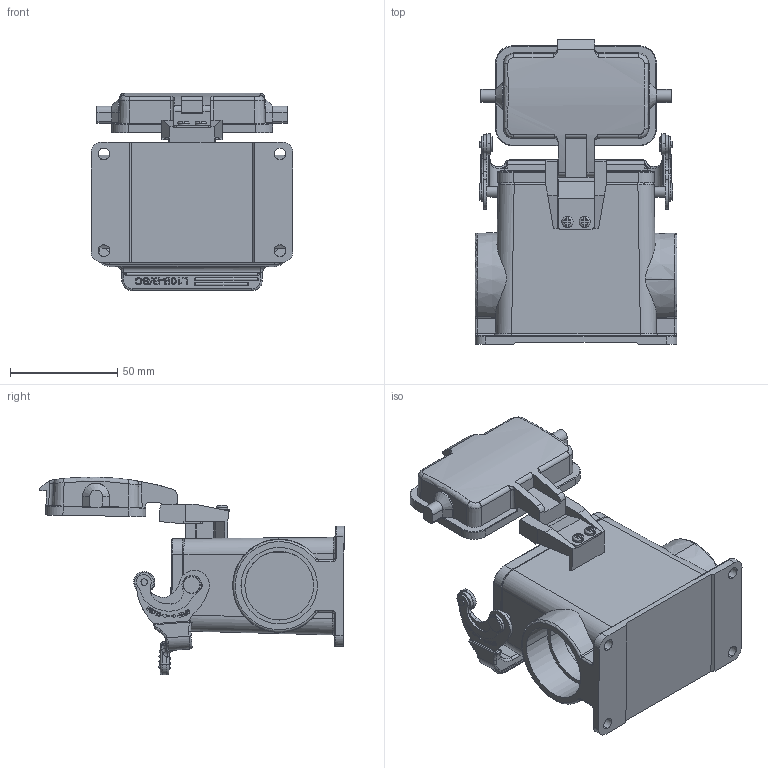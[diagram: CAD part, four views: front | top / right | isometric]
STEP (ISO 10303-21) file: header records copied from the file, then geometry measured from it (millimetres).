
FILE_DESCRIPTION((''),'2;1');
FILE_NAME('PRT0359_1','2017-09-26T',('dm.li'),(''),'PRO/ENGINEER BY PARAMETRIC TECHNOLOGY CORPORATION, 2012480','PRO/ENGINEER BY PARAMETRIC TECHNOLOGY CORPORATION, 2012480','');
FILE_SCHEMA(('AUTOMOTIVE_DESIGN { 1 0 10303 214 1 1 1 1 }'));
Products named in the file (1): PRT0359_1
Bounding box: 94.02 x 141.78 x 92.08 mm (x, y, z)
Volume: 160826.3 mm3; surface area: 75300.8 mm2
Topology: 1 solids, 14 shells, 1429 faces, 3918 edges, 2582 vertices
Faces by surface type: plane 599, cylinder 341, extrusion 296, torus 70, bspline 54, cone 51, sphere 18
Entity records: 53911 total; most frequent: CARTESIAN_POINT 15419, ORIENTED_EDGE 7792, DIRECTION 6407, EDGE_CURVE 3896, VERTEX_POINT 2582, VECTOR 2337, LINE 2041, AXIS2_PLACEMENT_3D 2035
